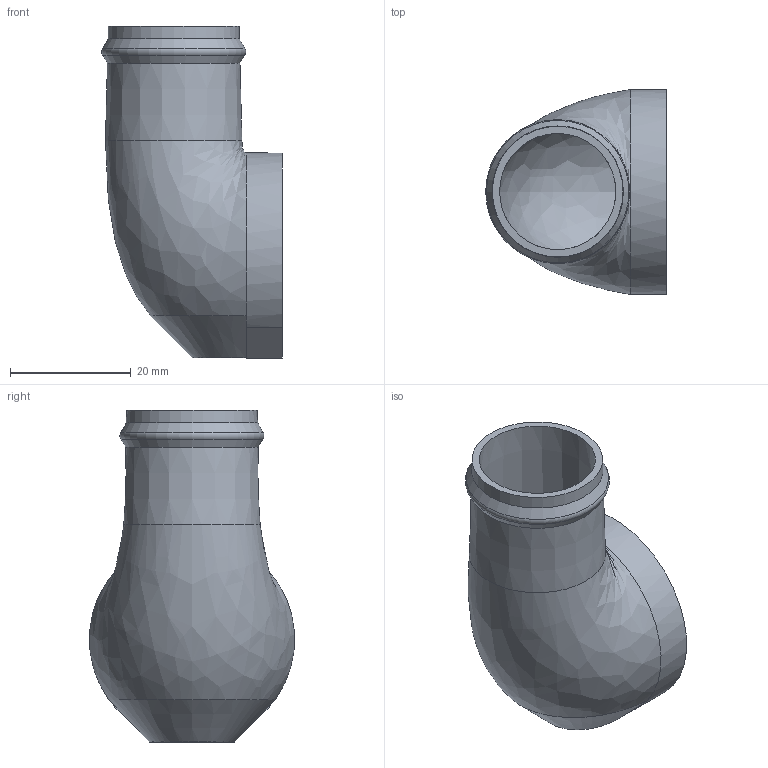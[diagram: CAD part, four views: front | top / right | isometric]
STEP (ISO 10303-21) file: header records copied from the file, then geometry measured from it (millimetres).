
FILE_DESCRIPTION(/* description */ (''),/* implementation_level */ '2;1');
FILE_NAME(/* name */ 'PAPR Connector FFF v4 v4.step',/* time_stamp */ '2023-05-13T13:14:13-04:00',/* author */ (''),/* organization */ (''),/* preprocessor_version */ 'ST-DEVELOPER v19.2',/* originating_system */ 'Autodesk Translation Framework v12.4.0.73',/* authorisation */ '');
FILE_SCHEMA (('AUTOMOTIVE_DESIGN { 1 0 10303 214 3 1 1 }'));
Length unit declared in the file: millimetre
Products named in the file (2): PAPR Connector FFF v4; P-TET-000150
Assembly tree (1 placements, depth 2):
  PAPR Connector FFF v4
    P-TET-000150
Bounding box: 29.93 x 33.96 x 55 mm (x, y, z)
Volume: 8341.1 mm3; surface area: 9048.1 mm2
Topology: 1 solids, 1 shells, 52 faces, 148 edges, 100 vertices
Faces by surface type: plane 27, cone 11, cylinder 9, bspline 4, torus 1
Full cylindrical faces by diameter (mm): 32 x1
Entity records: 2259 total; most frequent: CARTESIAN_POINT 840, ORIENTED_EDGE 296, DIRECTION 292, EDGE_CURVE 148, AXIS2_PLACEMENT_3D 114, VERTEX_POINT 100, LINE 64, VECTOR 64
